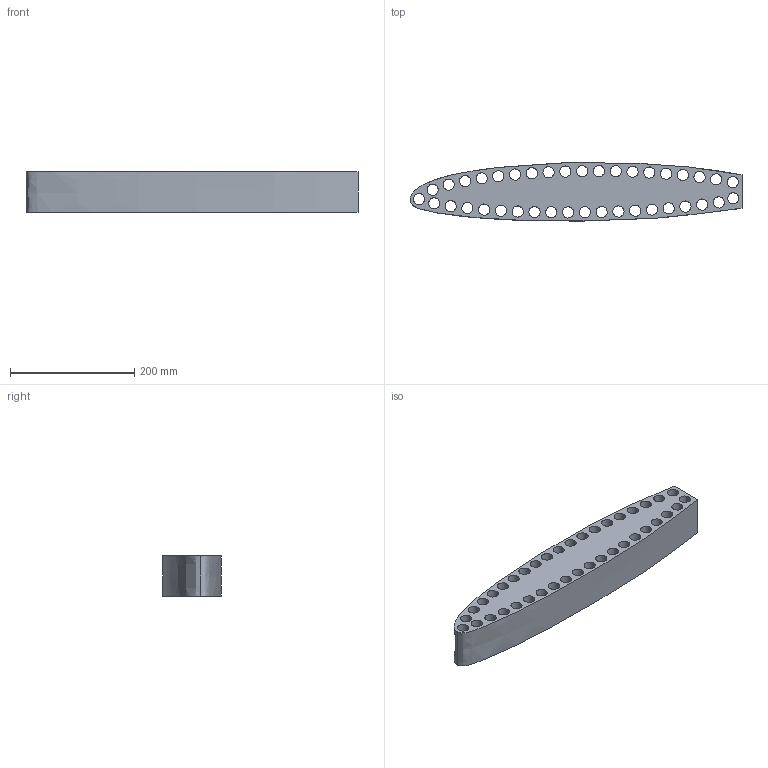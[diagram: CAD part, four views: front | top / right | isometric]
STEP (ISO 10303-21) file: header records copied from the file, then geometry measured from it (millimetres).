
FILE_DESCRIPTION((''),'2;1');
FILE_NAME('AIRFOIL_DRAF_5','2021-12-01T21:05:29',('libao'),(''),'CREO PARAMETRIC BY PTC INC, 2021063','CREO PARAMETRIC BY PTC INC, 2021063','');
FILE_SCHEMA(('CONFIG_CONTROL_DESIGN'));
Length unit declared in the file: millimetre
Products named in the file (1): AIRFOIL_DRAF_5
Bounding box: 533.53 x 93.45 x 65 mm (x, y, z)
Volume: 2066193 mm3; surface area: 281610.9 mm2
Topology: 1 solids, 1 shells, 84 faces, 246 edges, 164 vertices
Faces by surface type: cylinder 78, plane 4, extrusion 2
Entity records: 3288 total; most frequent: CARTESIAN_POINT 710, DIRECTION 564, ORIENTED_EDGE 492, EDGE_CURVE 246, AXIS2_PLACEMENT_3D 238, VERTEX_POINT 164, EDGE_LOOP 162, CIRCLE 156
